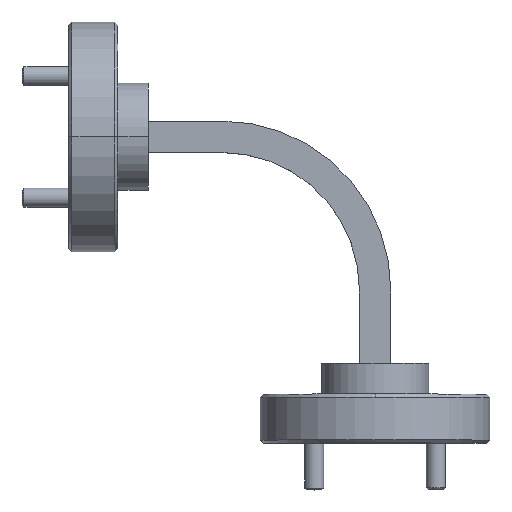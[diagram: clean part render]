
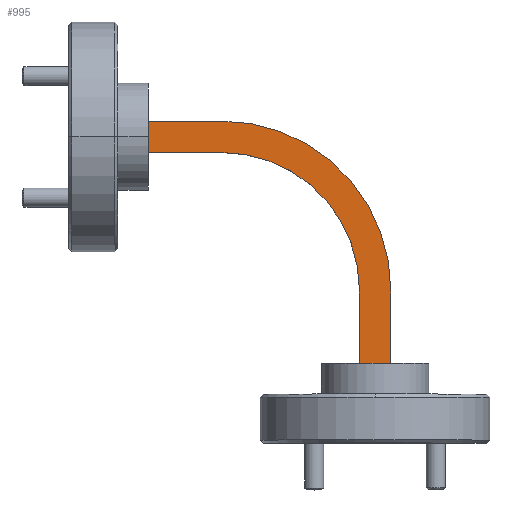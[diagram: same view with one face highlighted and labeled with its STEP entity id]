
A CAD part, top view. The second image highlights one B-rep face of the part: STEP entity #995.
In plain terms, the highlighted planar face has unit normal (0, 0, 1).
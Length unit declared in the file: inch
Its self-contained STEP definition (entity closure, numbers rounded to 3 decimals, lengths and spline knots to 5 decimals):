
#32 = DIRECTION ( 'NONE',  ( -1., 0., 0. ) ) ;
#84 = VECTOR ( 'NONE', #509, 39.37008 ) ;
#132 = CARTESIAN_POINT ( 'NONE',  ( -1.46001, 0.89607, 0.22973 ) ) ;
#196 = CARTESIAN_POINT ( 'NONE',  ( -0.66876, 0.10482, 0.22973 ) ) ;
#326 = AXIS2_PLACEMENT_3D ( 'NONE', #5866, #3946, #2055 ) ;
#356 = CARTESIAN_POINT ( 'NONE',  ( -0.66876, 0.34482, 0.22973 ) ) ;
#413 = VERTEX_POINT ( 'NONE', #1967 ) ;
#504 = ORIENTED_EDGE ( 'NONE', *, *, #1783, .F. ) ;
#509 = DIRECTION ( 'NONE',  ( -1., 0., 0. ) ) ;
#995 = ADVANCED_FACE ( 'NONE', ( #1481 ), #1561, .T. ) ;
#1101 = CARTESIAN_POINT ( 'NONE',  ( -1.22001, 0.89607, 0.22973 ) ) ;
#1145 = VERTEX_POINT ( 'NONE', #356 ) ;
#1161 = CARTESIAN_POINT ( 'NONE',  ( -1.46001, 0.79357, 0.22973 ) ) ;
#1264 = CARTESIAN_POINT ( 'NONE',  ( -1.22001, 0.34482, 0.22973 ) ) ;
#1266 = CARTESIAN_POINT ( 'NONE',  ( -0.66876, 0.34482, 0.22973 ) ) ;
#1481 = FACE_OUTER_BOUND ( 'NONE', #3545, .T. ) ;
#1561 = PLANE ( 'NONE',  #326 ) ;
#1751 = CARTESIAN_POINT ( 'NONE',  ( -0.77126, 0.34482, 0.22973 ) ) ;
#1783 = EDGE_CURVE ( 'NONE', #7268, #413, #3468, .T. ) ;
#1835 = LINE ( 'NONE', #1266, #3918 ) ;
#1842 = VERTEX_POINT ( 'NONE', #132 ) ;
#1854 = EDGE_CURVE ( 'NONE', #1961, #5766, #3639, .T. ) ;
#1961 = VERTEX_POINT ( 'NONE', #3188 ) ;
#1967 = CARTESIAN_POINT ( 'NONE',  ( -0.77126, 0.10482, 0.22973 ) ) ;
#2055 = DIRECTION ( 'NONE',  ( 1., 0., 0. ) ) ;
#2135 = DIRECTION ( 'NONE',  ( -1., 0., 0. ) ) ;
#2198 = AXIS2_PLACEMENT_3D ( 'NONE', #1264, #6097, #32 ) ;
#2494 = ORIENTED_EDGE ( 'NONE', *, *, #1854, .F. ) ;
#2625 = CARTESIAN_POINT ( 'NONE',  ( -1.22001, 0.79357, 0.22973 ) ) ;
#2658 = EDGE_CURVE ( 'NONE', #1145, #7268, #1835, .T. ) ;
#2680 = CARTESIAN_POINT ( 'NONE',  ( -1.22001, 0.89607, 0.22973 ) ) ;
#2721 = DIRECTION ( 'NONE',  ( 0., -1., 0. ) ) ;
#2794 = DIRECTION ( 'NONE',  ( -1., 0., 0. ) ) ;
#3063 = ORIENTED_EDGE ( 'NONE', *, *, #6578, .T. ) ;
#3157 = LINE ( 'NONE', #5106, #4174 ) ;
#3163 = ORIENTED_EDGE ( 'NONE', *, *, #2658, .F. ) ;
#3188 = CARTESIAN_POINT ( 'NONE',  ( -1.22001, 0.79357, 0.22973 ) ) ;
#3468 = LINE ( 'NONE', #4641, #5421 ) ;
#3545 = EDGE_LOOP ( 'NONE', ( #504, #3163, #7459, #3063, #5891, #2494, #6083, #4954 ) ) ;
#3639 = LINE ( 'NONE', #2625, #84 ) ;
#3918 = VECTOR ( 'NONE', #4903, 39.37008 ) ;
#3946 = DIRECTION ( 'NONE',  ( 0., 0., 1. ) ) ;
#4103 = LINE ( 'NONE', #1101, #6726 ) ;
#4174 = VECTOR ( 'NONE', #4497, 39.37008 ) ;
#4365 = VERTEX_POINT ( 'NONE', #1751 ) ;
#4497 = DIRECTION ( 'NONE',  ( 0., 1., 0. ) ) ;
#4571 = VECTOR ( 'NONE', #2721, 39.37008 ) ;
#4575 = LINE ( 'NONE', #7730, #4571 ) ;
#4641 = CARTESIAN_POINT ( 'NONE',  ( -1.22001, 0.10482, 0.22973 ) ) ;
#4903 = DIRECTION ( 'NONE',  ( 0., -1., 0. ) ) ;
#4954 = ORIENTED_EDGE ( 'NONE', *, *, #5277, .T. ) ;
#5106 = CARTESIAN_POINT ( 'NONE',  ( -1.46001, 0.79357, 0.22973 ) ) ;
#5277 = EDGE_CURVE ( 'NONE', #4365, #413, #4575, .T. ) ;
#5421 = VECTOR ( 'NONE', #2794, 39.37008 ) ;
#5440 = EDGE_CURVE ( 'NONE', #5766, #1842, #3157, .T. ) ;
#5478 = DIRECTION ( 'NONE',  ( -1., 0., 0. ) ) ;
#5604 = CIRCLE ( 'NONE', #2198, 0.44875 ) ;
#5696 = VERTEX_POINT ( 'NONE', #2680 ) ;
#5766 = VERTEX_POINT ( 'NONE', #1161 ) ;
#5866 = CARTESIAN_POINT ( 'NONE',  ( -1.22001, 0.79357, 0.22973 ) ) ;
#5891 = ORIENTED_EDGE ( 'NONE', *, *, #5440, .F. ) ;
#6083 = ORIENTED_EDGE ( 'NONE', *, *, #7726, .T. ) ;
#6097 = DIRECTION ( 'NONE',  ( 0., 0., -1. ) ) ;
#6490 = EDGE_CURVE ( 'NONE', #5696, #1145, #7758, .T. ) ;
#6578 = EDGE_CURVE ( 'NONE', #5696, #1842, #4103, .T. ) ;
#6726 = VECTOR ( 'NONE', #5478, 39.37008 ) ;
#7105 = DIRECTION ( 'NONE',  ( 0., 0., -1. ) ) ;
#7268 = VERTEX_POINT ( 'NONE', #196 ) ;
#7459 = ORIENTED_EDGE ( 'NONE', *, *, #6490, .F. ) ;
#7644 = AXIS2_PLACEMENT_3D ( 'NONE', #7796, #7105, #2135 ) ;
#7726 = EDGE_CURVE ( 'NONE', #1961, #4365, #5604, .T. ) ;
#7730 = CARTESIAN_POINT ( 'NONE',  ( -0.77126, 0.34482, 0.22973 ) ) ;
#7758 = CIRCLE ( 'NONE', #7644, 0.55125 ) ;
#7796 = CARTESIAN_POINT ( 'NONE',  ( -1.22001, 0.34482, 0.22973 ) ) ;
